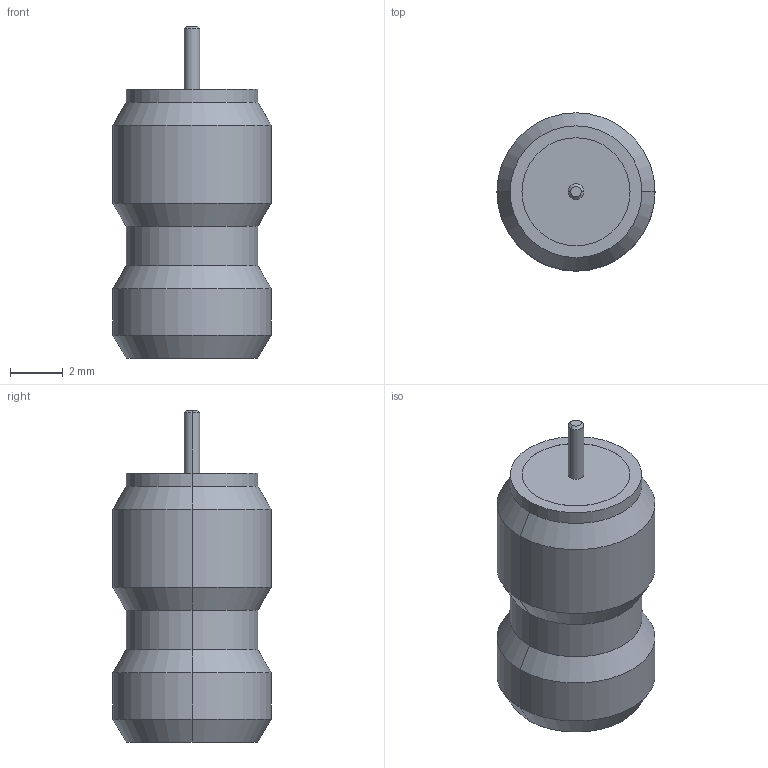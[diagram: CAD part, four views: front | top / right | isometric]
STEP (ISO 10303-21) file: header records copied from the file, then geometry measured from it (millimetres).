
FILE_DESCRIPTION (( 'STEP AP203' ), '1' );
FILE_NAME ('ﾑﾐﾃ-50-876 ﾈﾌﾂ.STEP', '2020-03-05T02:40:28', ( '' ), ( '' ), 'SwSTEP 2.0', 'SolidWorks 2017', '' );
FILE_SCHEMA (( 'CONFIG_CONTROL_DESIGN' ));
Length unit declared in the file: millimetre
Products named in the file (1): ﾑﾐﾃ-50-876 ﾈﾌﾂ
Bounding box: 6 x 6 x 12.6 mm (x, y, z)
Volume: 222.6 mm3; surface area: 270.5 mm2
Topology: 1 solids, 1 shells, 42 faces, 82 edges, 48 vertices
Faces by surface type: cylinder 20, cone 14, plane 8
Entity records: 1151 total; most frequent: DIRECTION 216, CARTESIAN_POINT 173, ORIENTED_EDGE 164, AXIS2_PLACEMENT_3D 91, EDGE_CURVE 82, EDGE_LOOP 48, CIRCLE 48, VERTEX_POINT 48
